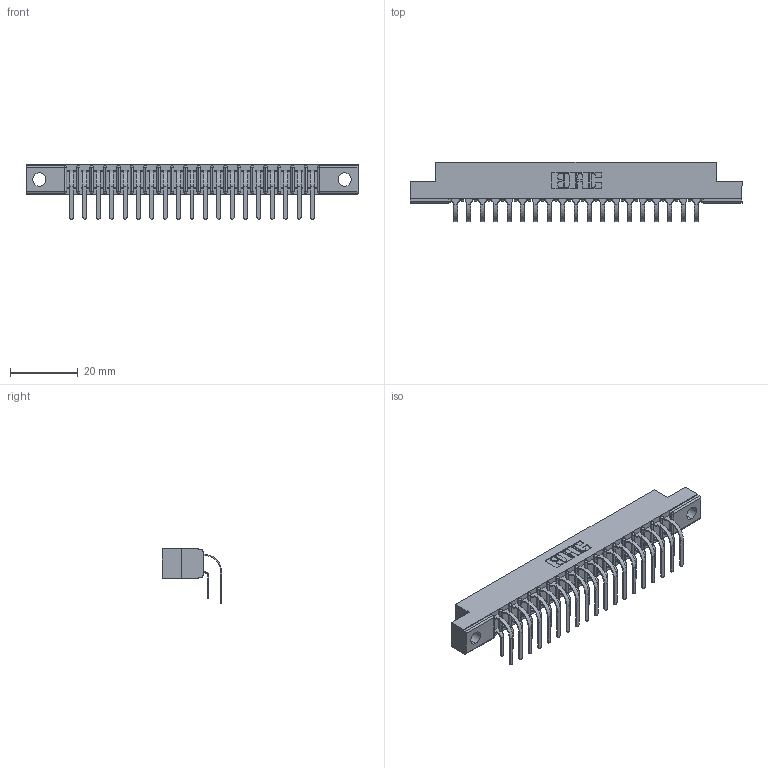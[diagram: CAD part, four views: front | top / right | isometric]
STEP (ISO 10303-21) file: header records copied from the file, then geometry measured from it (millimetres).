
FILE_DESCRIPTION (( 'STEP AP203' ), '1' );
FILE_NAME ('307-038-559-204.STEP', '2022-07-08T16:23:39', ( '' ), ( '' ), 'SwSTEP 2.0', 'SolidWorks 2020', '' );
FILE_SCHEMA (( 'CONFIG_CONTROL_DESIGN' ));
Length unit declared in the file: inch
Products named in the file (4): 307 Part_.156 Dia Mounting Holes; 307-038-559-204; 307-290-001_559 - 2 (Single); 307-290-001_558 559 - 1 (Single)
Assembly tree (39 placements, depth 2):
  307-038-559-204
    307 Part_.156 Dia Mounting Holes
    307-290-001_558 559 - 1 (Single)  x19
    307-290-001_559 - 2 (Single)  x19
Bounding box: 98.3 x 17.51 x 16.08 mm (x, y, z)
Volume: 6467.1 mm3; surface area: 11949.5 mm2
Topology: 39 solids, 39 shells, 2052 faces, 5755 edges, 3730 vertices
Faces by surface type: plane 1338, cylinder 674, sphere 40
Entity records: 21597 total; most frequent: CARTESIAN_POINT 3547, ORIENTED_EDGE 3510, DIRECTION 3475, EDGE_CURVE 1755, LINE 1343, VECTOR 1343, VERTEX_POINT 1138, AXIS2_PLACEMENT_3D 1066
